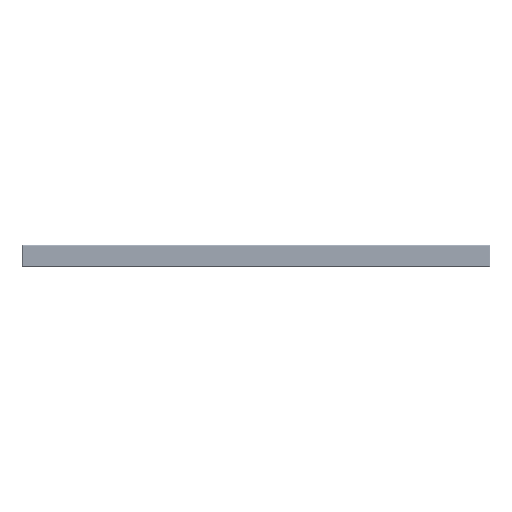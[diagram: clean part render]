
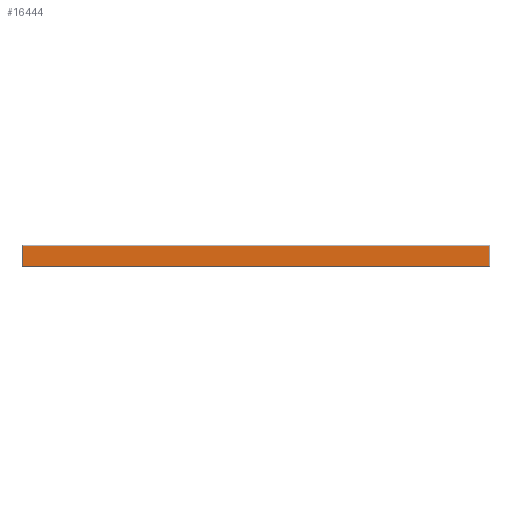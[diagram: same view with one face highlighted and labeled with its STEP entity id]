
A CAD part, front view. The second image highlights one B-rep face of the part: STEP entity #16444.
In plain terms, the highlighted planar face has unit normal (0, -1, 0).
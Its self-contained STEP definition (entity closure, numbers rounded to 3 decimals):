
#10633=FACE_OUTER_BOUND('',#34530,.T.);
#16444=ADVANCED_FACE('',(#10633),#23200,.T.);
#23200=PLANE('',#136537);
#34530=EDGE_LOOP('',(#42929,#42930,#42931,#42932,#42933,#42934,#42935,#42936));
#42929=ORIENTED_EDGE('',*,*,#91173,.T.);
#42930=ORIENTED_EDGE('',*,*,#91174,.F.);
#42931=ORIENTED_EDGE('',*,*,#91175,.T.);
#42932=ORIENTED_EDGE('',*,*,#91176,.T.);
#42933=ORIENTED_EDGE('',*,*,#91177,.T.);
#42934=ORIENTED_EDGE('',*,*,#91178,.F.);
#42935=ORIENTED_EDGE('',*,*,#91179,.T.);
#42936=ORIENTED_EDGE('',*,*,#91180,.T.);
#78881=VERTEX_POINT('',#176631);
#78882=VERTEX_POINT('',#176632);
#78883=VERTEX_POINT('',#176634);
#78884=VERTEX_POINT('',#176636);
#78885=VERTEX_POINT('',#176638);
#78886=VERTEX_POINT('',#176640);
#78887=VERTEX_POINT('',#176642);
#78888=VERTEX_POINT('',#176644);
#91173=EDGE_CURVE('',#78881,#78882,#109057,.T.);
#91174=EDGE_CURVE('',#78883,#78882,#109058,.T.);
#91175=EDGE_CURVE('',#78883,#78884,#109059,.T.);
#91176=EDGE_CURVE('',#78884,#78885,#109060,.T.);
#91177=EDGE_CURVE('',#78885,#78886,#109061,.T.);
#91178=EDGE_CURVE('',#78887,#78886,#109062,.T.);
#91179=EDGE_CURVE('',#78887,#78888,#109063,.T.);
#91180=EDGE_CURVE('',#78888,#78881,#109064,.T.);
#109057=LINE('',#176630,#122821);
#109058=LINE('',#176633,#122822);
#109059=LINE('',#176635,#122823);
#109060=LINE('',#176637,#122824);
#109061=LINE('',#176639,#122825);
#109062=LINE('',#176641,#122826);
#109063=LINE('',#176643,#122827);
#109064=LINE('',#176645,#122828);
#122821=VECTOR('',#145212,1.);
#122822=VECTOR('',#145213,1.);
#122823=VECTOR('',#145214,1.);
#122824=VECTOR('',#145215,1.);
#122825=VECTOR('',#145216,1.);
#122826=VECTOR('',#145217,1.);
#122827=VECTOR('',#145218,1.);
#122828=VECTOR('',#145219,1.);
#136537=AXIS2_PLACEMENT_3D('',#176646,#145220,#145221);
#145212=DIRECTION('',(-1.,0.,0.));
#145213=DIRECTION('',(0.577,0.,0.816));
#145214=DIRECTION('',(0.,0.,-1.));
#145215=DIRECTION('',(0.577,0.,-0.816));
#145216=DIRECTION('',(1.,0.,0.));
#145217=DIRECTION('',(-0.577,0.,-0.816));
#145218=DIRECTION('',(0.,0.,1.));
#145219=DIRECTION('',(-0.577,0.,0.816));
#145220=DIRECTION('',(0.,-1.,0.));
#145221=DIRECTION('',(1.,0.,0.));
#176630=CARTESIAN_POINT('',(-125.,-6.,5.5));
#176631=CARTESIAN_POINT('',(124.3,-6.,5.5));
#176632=CARTESIAN_POINT('',(-124.3,-6.,5.5));
#176633=CARTESIAN_POINT('',(-124.582,-6.,5.101));
#176634=CARTESIAN_POINT('',(-124.5,-6.,5.217));
#176635=CARTESIAN_POINT('',(-124.5,-6.,-5.5));
#176636=CARTESIAN_POINT('',(-124.5,-6.,-5.217));
#176637=CARTESIAN_POINT('',(-129.954,-6.,2.497));
#176638=CARTESIAN_POINT('',(-124.3,-6.,-5.5));
#176639=CARTESIAN_POINT('',(-125.,-6.,-5.5));
#176640=CARTESIAN_POINT('',(124.3,-6.,-5.5));
#176641=CARTESIAN_POINT('',(124.582,-6.,-5.101));
#176642=CARTESIAN_POINT('',(124.5,-6.,-5.217));
#176643=CARTESIAN_POINT('',(124.5,-6.,6.));
#176644=CARTESIAN_POINT('',(124.5,-6.,5.217));
#176645=CARTESIAN_POINT('',(40.964,-6.,123.354));
#176646=CARTESIAN_POINT('',(-125.,-6.,6.));
